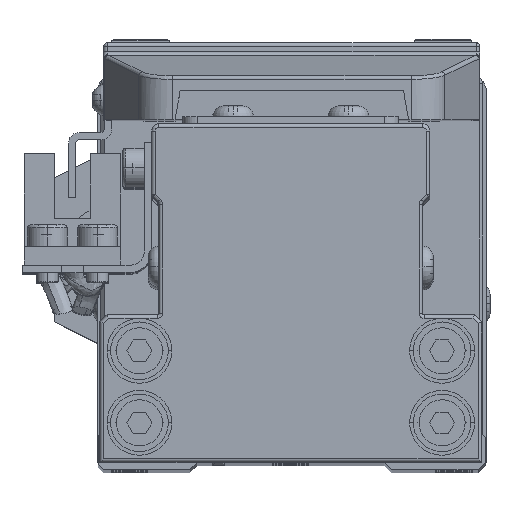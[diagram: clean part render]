
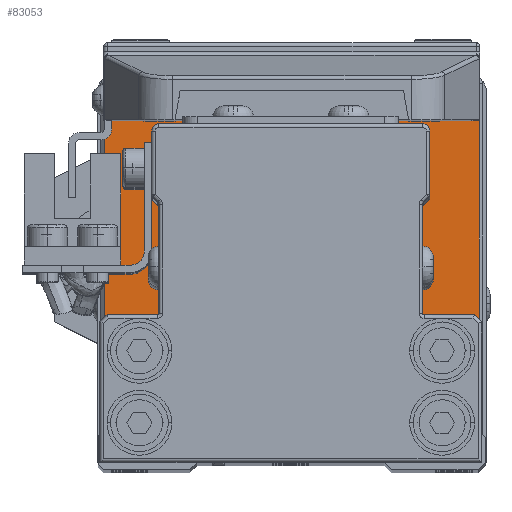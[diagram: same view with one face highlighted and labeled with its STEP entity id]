
A CAD part, top view. The second image highlights one B-rep face of the part: STEP entity #83053.
In plain terms, the highlighted planar face has unit normal (0, 0, 1).
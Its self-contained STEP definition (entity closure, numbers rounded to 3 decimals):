
#982 = AXIS2_PLACEMENT_3D ( 'NONE', #46947, #7529, #53594 ) ;
#1502 = VERTEX_POINT ( 'NONE', #5440 ) ;
#4081 = CARTESIAN_POINT ( 'NONE',  ( 7.568, 6.423, -120. ) ) ;
#4959 = CARTESIAN_POINT ( 'NONE',  ( 59.068, 6.923, -120. ) ) ;
#5215 = VECTOR ( 'NONE', #29072, 1000. ) ;
#5440 = CARTESIAN_POINT ( 'NONE',  ( 7.568, 59.423, -120. ) ) ;
#5528 = DIRECTION ( 'NONE',  ( 1., 0., 0. ) ) ;
#6383 = CIRCLE ( 'NONE', #20516, 0.5 ) ;
#7529 = DIRECTION ( 'NONE',  ( 0., 0., 1. ) ) ;
#9854 = EDGE_LOOP ( 'NONE', ( #64013, #81437, #57367, #16819, #10458, #73279, #57425, #48931 ) ) ;
#10458 = ORIENTED_EDGE ( 'NONE', *, *, #73497, .T. ) ;
#13538 = CARTESIAN_POINT ( 'NONE',  ( 58.568, 6.423, -120. ) ) ;
#15386 = VERTEX_POINT ( 'NONE', #4081 ) ;
#15507 = CARTESIAN_POINT ( 'NONE',  ( 58.568, 6.423, -120. ) ) ;
#16015 = CIRCLE ( 'NONE', #982, 0.5 ) ;
#16819 = ORIENTED_EDGE ( 'NONE', *, *, #39240, .T. ) ;
#18272 = CARTESIAN_POINT ( 'NONE',  ( 7.068, 6.923, -120. ) ) ;
#19060 = CARTESIAN_POINT ( 'NONE',  ( 59.068, 58.923, -120. ) ) ;
#20148 = CARTESIAN_POINT ( 'NONE',  ( 58.568, 59.423, -120. ) ) ;
#20516 = AXIS2_PLACEMENT_3D ( 'NONE', #84319, #44955, #5528 ) ;
#22303 = CARTESIAN_POINT ( 'NONE',  ( 7.568, 6.923, -120. ) ) ;
#23077 = CARTESIAN_POINT ( 'NONE',  ( 0., 0., -120. ) ) ;
#23719 = CIRCLE ( 'NONE', #49744, 0.5 ) ;
#24478 = DIRECTION ( 'NONE',  ( 0., 0., 1. ) ) ;
#25727 = DIRECTION ( 'NONE',  ( 0., 1., 0. ) ) ;
#28367 = LINE ( 'NONE', #19060, #45900 ) ;
#28961 = DIRECTION ( 'NONE',  ( 1., 0., 0. ) ) ;
#29072 = DIRECTION ( 'NONE',  ( 1., 0., 0. ) ) ;
#29431 = CARTESIAN_POINT ( 'NONE',  ( 59.068, 58.923, -120. ) ) ;
#29690 = DIRECTION ( 'NONE',  ( 1., 0., 0. ) ) ;
#30956 = VERTEX_POINT ( 'NONE', #18272 ) ;
#33502 = LINE ( 'NONE', #64296, #68552 ) ;
#34555 = EDGE_CURVE ( 'NONE', #75975, #30956, #57561, .T. ) ;
#37345 = VERTEX_POINT ( 'NONE', #29431 ) ;
#39240 = EDGE_CURVE ( 'NONE', #15386, #57290, #57812, .T. ) ;
#40152 = CARTESIAN_POINT ( 'NONE',  ( 7.068, 6.923, -120. ) ) ;
#44618 = VERTEX_POINT ( 'NONE', #4959 ) ;
#44955 = DIRECTION ( 'NONE',  ( 0., 0., 1. ) ) ;
#45900 = VECTOR ( 'NONE', #25727, 1000. ) ;
#46727 = DIRECTION ( 'NONE',  ( 0., -1., 0. ) ) ;
#46947 = CARTESIAN_POINT ( 'NONE',  ( 58.568, 6.923, -120. ) ) ;
#47064 = EDGE_CURVE ( 'NONE', #1502, #75975, #23719, .T. ) ;
#48931 = ORIENTED_EDGE ( 'NONE', *, *, #58810, .T. ) ;
#49744 = AXIS2_PLACEMENT_3D ( 'NONE', #63953, #24478, #70545 ) ;
#49749 = AXIS2_PLACEMENT_3D ( 'NONE', #22303, #68377, #28961 ) ;
#50745 = DIRECTION ( 'NONE',  ( -1., 0., 0. ) ) ;
#51723 = EDGE_CURVE ( 'NONE', #30956, #15386, #84816, .T. ) ;
#53594 = DIRECTION ( 'NONE',  ( 1., 0., 0. ) ) ;
#53626 = VERTEX_POINT ( 'NONE', #20148 ) ;
#56717 = EDGE_CURVE ( 'NONE', #44618, #37345, #28367, .T. ) ;
#56987 = CARTESIAN_POINT ( 'NONE',  ( 7.068, 58.923, -120. ) ) ;
#57290 = VERTEX_POINT ( 'NONE', #13538 ) ;
#57367 = ORIENTED_EDGE ( 'NONE', *, *, #51723, .T. ) ;
#57425 = ORIENTED_EDGE ( 'NONE', *, *, #79974, .T. ) ;
#57561 = LINE ( 'NONE', #40152, #74950 ) ;
#57812 = LINE ( 'NONE', #15507, #5215 ) ;
#58810 = EDGE_CURVE ( 'NONE', #53626, #1502, #33502, .T. ) ;
#61629 = FACE_OUTER_BOUND ( 'NONE', #9854, .T. ) ;
#63953 = CARTESIAN_POINT ( 'NONE',  ( 7.568, 58.923, -120. ) ) ;
#64013 = ORIENTED_EDGE ( 'NONE', *, *, #47064, .T. ) ;
#64296 = CARTESIAN_POINT ( 'NONE',  ( 7.568, 59.423, -120. ) ) ;
#68377 = DIRECTION ( 'NONE',  ( 0., 0., 1. ) ) ;
#68552 = VECTOR ( 'NONE', #50745, 1000. ) ;
#68855 = PLANE ( 'NONE',  #75976 ) ;
#69155 = DIRECTION ( 'NONE',  ( 0., 0., 1. ) ) ;
#70545 = DIRECTION ( 'NONE',  ( 1., 0., 0. ) ) ;
#73279 = ORIENTED_EDGE ( 'NONE', *, *, #56717, .T. ) ;
#73497 = EDGE_CURVE ( 'NONE', #57290, #44618, #16015, .T. ) ;
#74950 = VECTOR ( 'NONE', #46727, 1000. ) ;
#75975 = VERTEX_POINT ( 'NONE', #56987 ) ;
#75976 = AXIS2_PLACEMENT_3D ( 'NONE', #23077, #69155, #29690 ) ;
#79974 = EDGE_CURVE ( 'NONE', #37345, #53626, #6383, .T. ) ;
#81437 = ORIENTED_EDGE ( 'NONE', *, *, #34555, .T. ) ;
#83053 = ADVANCED_FACE ( 'NONE', ( #61629 ), #68855, .T. ) ;
#84319 = CARTESIAN_POINT ( 'NONE',  ( 58.568, 58.923, -120. ) ) ;
#84816 = CIRCLE ( 'NONE', #49749, 0.5 ) ;
